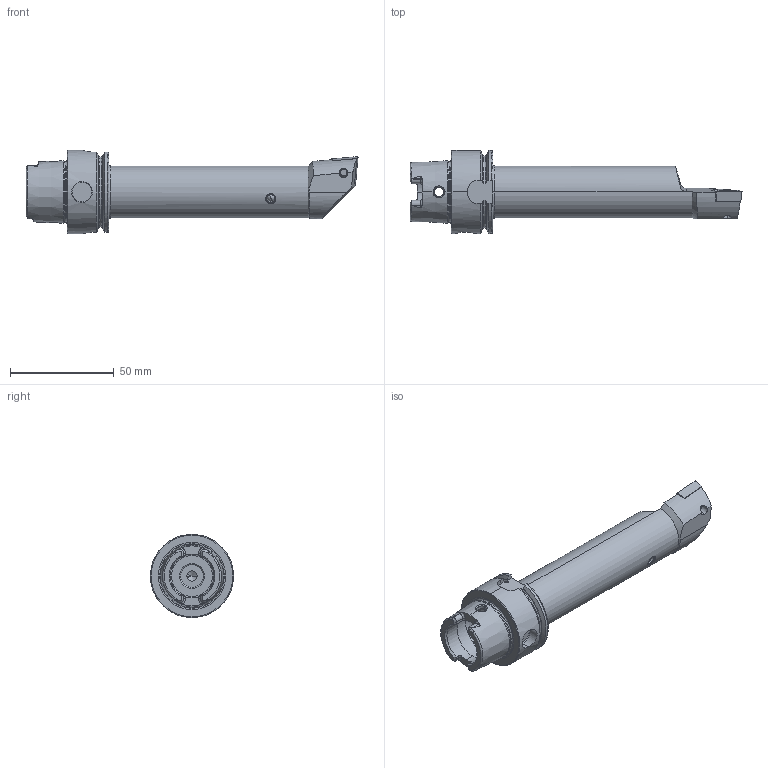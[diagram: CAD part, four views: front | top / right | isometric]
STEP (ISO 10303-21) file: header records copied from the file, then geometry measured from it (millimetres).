
FILE_DESCRIPTION (( 'STEP AP203' ), '1' );
FILE_NAME ('HA4-BCC.LLA.140.STEP', '2013-11-27T07:33:36', ( 'baer' ), ( 'Hewlett-Packard Company' ), 'SwSTEP 2.0', 'SolidWorks 2012', '' );
FILE_SCHEMA (( 'CONFIG_CONTROL_DESIGN' ));
Length unit declared in the file: millimetre
Products named in the file (5): HA4-BCC.LLA.140; KVT_MB_600_050; WCC-ER2.001.010_A; CCMT120404; HA4-BCC.LLA.140_A
Assembly tree (4 placements, depth 2):
  HA4-BCC.LLA.140
    HA4-BCC.LLA.140_A
    CCMT120404
    WCC-ER2.001.010_A
    KVT_MB_600_050
Bounding box: 159.9 x 40 x 40 mm (x, y, z)
Volume: 73803.8 mm3; surface area: 21125.8 mm2
Topology: 5 solids, 5 shells, 308 faces, 797 edges, 483 vertices
Faces by surface type: cylinder 95, cone 81, plane 73, torus 41, bspline 16, sphere 2
Entity records: 11381 total; most frequent: CARTESIAN_POINT 3742, ORIENTED_EDGE 1548, DIRECTION 1449, EDGE_CURVE 774, AXIS2_PLACEMENT_3D 578, VERTEX_POINT 480, EDGE_LOOP 324, FACE_OUTER_BOUND 308
